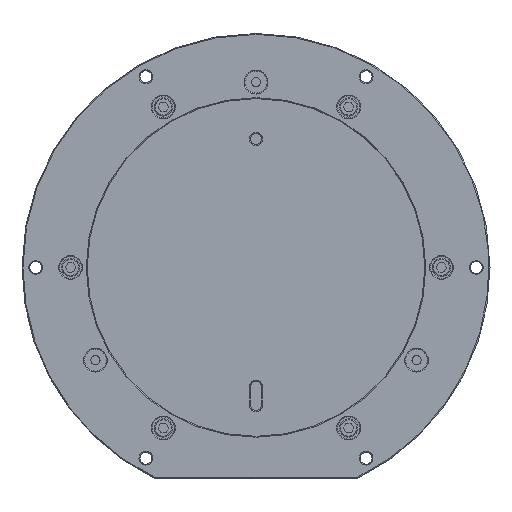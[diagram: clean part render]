
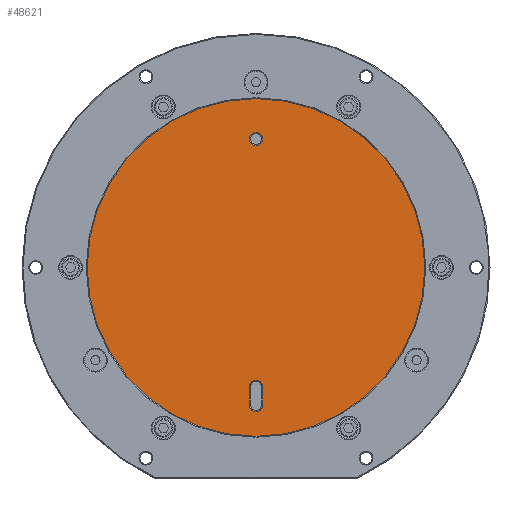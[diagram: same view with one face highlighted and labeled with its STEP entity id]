
A CAD part, front view. The second image highlights one B-rep face of the part: STEP entity #48621.
In plain terms, the highlighted planar face has unit normal (0, -1, 0).
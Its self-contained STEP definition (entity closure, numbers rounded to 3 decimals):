
#3980 = CARTESIAN_POINT ( 'NONE',  ( 0., -48., 70. ) ) ;
#3981 = DIRECTION ( 'NONE',  ( 0., 1., 0. ) ) ;
#3982 = DIRECTION ( 'NONE',  ( 1., 0., 0. ) ) ;
#3995 = CARTESIAN_POINT ( 'NONE',  ( 0., -48., 0. ) ) ;
#3996 = DIRECTION ( 'NONE',  ( 0., -1., 0. ) ) ;
#3997 = DIRECTION ( 'NONE',  ( 1., 0., 0. ) ) ;
#10277 = CIRCLE ( 'NONE', #10284, 92. ) ;
#10282 = VECTOR ( 'NONE', #22683, 1000. ) ;
#10284 = AXIS2_PLACEMENT_3D ( 'NONE', #22668, #22670, #22671 ) ;
#10286 = CIRCLE ( 'NONE', #10301, 3.5 ) ;
#10290 = CIRCLE ( 'NONE', #10295, 3.5 ) ;
#10292 = VECTOR ( 'NONE', #22698, 1000. ) ;
#10295 = AXIS2_PLACEMENT_3D ( 'NONE', #22691, #22693, #22695 ) ;
#10299 = CIRCLE ( 'NONE', #10305, 3.5 ) ;
#10301 = AXIS2_PLACEMENT_3D ( 'NONE', #22705, #22707, #22709 ) ;
#10305 = AXIS2_PLACEMENT_3D ( 'NONE', #22713, #22715, #22717 ) ;
#17953 = CARTESIAN_POINT ( 'NONE',  ( 3.5, -48., 70. ) ) ;
#18093 = CARTESIAN_POINT ( 'NONE',  ( 92., -48., 0. ) ) ;
#19221 = CARTESIAN_POINT ( 'NONE',  ( 3.5, -48., -65. ) ) ;
#19271 = CARTESIAN_POINT ( 'NONE',  ( 3.5, -48., -75. ) ) ;
#19798 = CARTESIAN_POINT ( 'NONE',  ( -3.5, -48., -65. ) ) ;
#19801 = CARTESIAN_POINT ( 'NONE',  ( -3.5, -48., -75. ) ) ;
#19818 = CARTESIAN_POINT ( 'NONE',  ( -92., -48., 0. ) ) ;
#19820 = CARTESIAN_POINT ( 'NONE',  ( -3.5, -48., 70. ) ) ;
#22668 = CARTESIAN_POINT ( 'NONE',  ( 0., -48., 0. ) ) ;
#22670 = DIRECTION ( 'NONE',  ( 0., -1., 0. ) ) ;
#22671 = DIRECTION ( 'NONE',  ( 1., 0., 0. ) ) ;
#22672 = LINE ( 'NONE', #22675, #10282 ) ;
#22675 = CARTESIAN_POINT ( 'NONE',  ( 3.5, -48., -75. ) ) ;
#22683 = DIRECTION ( 'NONE',  ( 0., 0., -1. ) ) ;
#22686 = CARTESIAN_POINT ( 'NONE',  ( -3.5, -48., -65. ) ) ;
#22690 = LINE ( 'NONE', #22686, #10292 ) ;
#22691 = CARTESIAN_POINT ( 'NONE',  ( 0., -48., -75. ) ) ;
#22693 = DIRECTION ( 'NONE',  ( 0., 1., 0. ) ) ;
#22695 = DIRECTION ( 'NONE',  ( 1., 0., 0. ) ) ;
#22698 = DIRECTION ( 'NONE',  ( 0., 0., 1. ) ) ;
#22705 = CARTESIAN_POINT ( 'NONE',  ( 0., -48., -65. ) ) ;
#22707 = DIRECTION ( 'NONE',  ( 0., 1., 0. ) ) ;
#22709 = DIRECTION ( 'NONE',  ( 1., 0., 0. ) ) ;
#22713 = CARTESIAN_POINT ( 'NONE',  ( 0., -48., 70. ) ) ;
#22715 = DIRECTION ( 'NONE',  ( 0., 1., 0. ) ) ;
#22717 = DIRECTION ( 'NONE',  ( 1., 0., 0. ) ) ;
#26293 = EDGE_LOOP ( 'NONE', ( #60434, #60436 ) ) ;
#26308 = EDGE_LOOP ( 'NONE', ( #60426, #60428, #60430, #60432 ) ) ;
#26309 = EDGE_LOOP ( 'NONE', ( #60438, #60440 ) ) ;
#32176 = VERTEX_POINT ( 'NONE', #17953 ) ;
#32308 = VERTEX_POINT ( 'NONE', #18093 ) ;
#33042 = VERTEX_POINT ( 'NONE', #19221 ) ;
#33061 = VERTEX_POINT ( 'NONE', #19271 ) ;
#33246 = VERTEX_POINT ( 'NONE', #19798 ) ;
#33247 = VERTEX_POINT ( 'NONE', #19801 ) ;
#33253 = VERTEX_POINT ( 'NONE', #19818 ) ;
#33254 = VERTEX_POINT ( 'NONE', #19820 ) ;
#43058 = DIRECTION ( 'NONE',  ( 0., -1., 0. ) ) ;
#43061 = CARTESIAN_POINT ( 'NONE',  ( 0., -48., 0. ) ) ;
#43062 = FACE_BOUND ( 'NONE', #26308, .T. ) ;
#43064 = FACE_BOUND ( 'NONE', #26293, .T. ) ;
#43065 = FACE_OUTER_BOUND ( 'NONE', #26309, .T. ) ;
#43066 = PLANE ( 'NONE',  #87248 ) ;
#43068 = DIRECTION ( 'NONE',  ( 1., 0., 0. ) ) ;
#48621 = ADVANCED_FACE ( 'NONE', ( #43062, #43064, #43065 ), #43066, .T. ) ;
#52118 = EDGE_CURVE ( 'NONE', #32176, #33254, #60954, .T. ) ;
#52123 = EDGE_CURVE ( 'NONE', #33253, #32308, #60924, .T. ) ;
#60426 = ORIENTED_EDGE ( 'NONE', *, *, #64922, .T. ) ;
#60428 = ORIENTED_EDGE ( 'NONE', *, *, #64924, .T. ) ;
#60430 = ORIENTED_EDGE ( 'NONE', *, *, #64926, .T. ) ;
#60432 = ORIENTED_EDGE ( 'NONE', *, *, #64929, .T. ) ;
#60434 = ORIENTED_EDGE ( 'NONE', *, *, #52118, .T. ) ;
#60436 = ORIENTED_EDGE ( 'NONE', *, *, #64931, .T. ) ;
#60438 = ORIENTED_EDGE ( 'NONE', *, *, #64917, .T. ) ;
#60440 = ORIENTED_EDGE ( 'NONE', *, *, #52123, .T. ) ;
#60902 = AXIS2_PLACEMENT_3D ( 'NONE', #3995, #3996, #3997 ) ;
#60924 = CIRCLE ( 'NONE', #60902, 92. ) ;
#60932 = AXIS2_PLACEMENT_3D ( 'NONE', #3980, #3981, #3982 ) ;
#60954 = CIRCLE ( 'NONE', #60932, 3.5 ) ;
#64917 = EDGE_CURVE ( 'NONE', #32308, #33253, #10277, .T. ) ;
#64922 = EDGE_CURVE ( 'NONE', #33042, #33061, #22672, .T. ) ;
#64924 = EDGE_CURVE ( 'NONE', #33061, #33247, #10290, .T. ) ;
#64926 = EDGE_CURVE ( 'NONE', #33247, #33246, #22690, .T. ) ;
#64929 = EDGE_CURVE ( 'NONE', #33246, #33042, #10286, .T. ) ;
#64931 = EDGE_CURVE ( 'NONE', #33254, #32176, #10299, .T. ) ;
#87248 = AXIS2_PLACEMENT_3D ( 'NONE', #43061, #43058, #43068 ) ;
